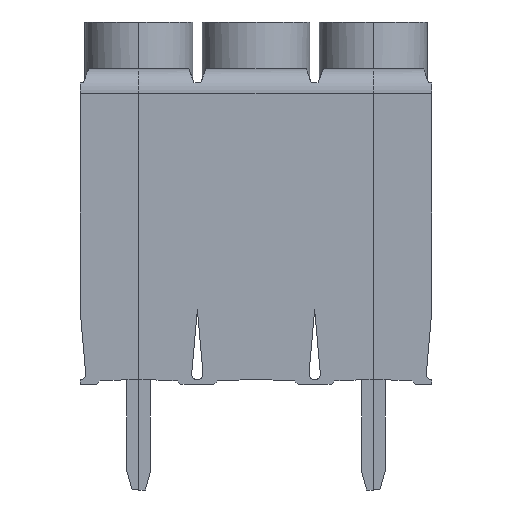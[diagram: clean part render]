
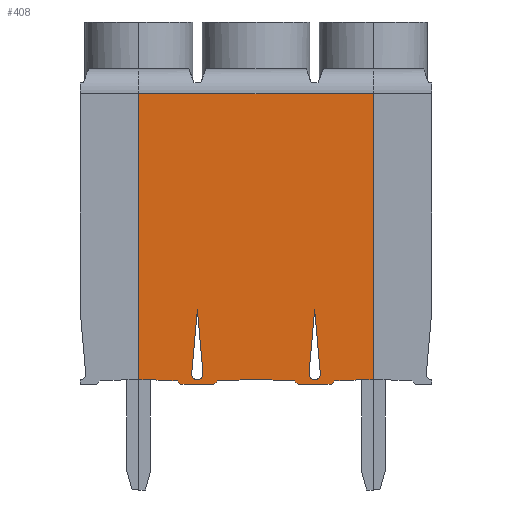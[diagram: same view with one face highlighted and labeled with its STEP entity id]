
A CAD part, front view. The second image highlights one B-rep face of the part: STEP entity #408.
In plain terms, the highlighted planar face has unit normal (0, -1, 0).
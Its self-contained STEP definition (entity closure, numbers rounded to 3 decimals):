
#408 = ADVANCED_FACE( '', ( #867, #868, #869 ), #870, .T. );
#867 = FACE_OUTER_BOUND( '', #1395, .T. );
#868 = FACE_BOUND( '', #1396, .T. );
#869 = FACE_BOUND( '', #1397, .T. );
#870 = PLANE( '', #1398 );
#1395 = EDGE_LOOP( '', ( #2428, #2429, #2430, #2431, #2432, #2433, #2434, #2435, #2436, #2437, #2438, #2439 ) );
#1396 = EDGE_LOOP( '', ( #2440, #2441, #2442 ) );
#1397 = EDGE_LOOP( '', ( #2443, #2444, #2445 ) );
#1398 = AXIS2_PLACEMENT_3D( '', #2446, #2447, #2448 );
#2428 = ORIENTED_EDGE( '', *, *, #3352, .T. );
#2429 = ORIENTED_EDGE( '', *, *, #3695, .T. );
#2430 = ORIENTED_EDGE( '', *, *, #3696, .T. );
#2431 = ORIENTED_EDGE( '', *, *, #3626, .F. );
#2432 = ORIENTED_EDGE( '', *, *, #3697, .F. );
#2433 = ORIENTED_EDGE( '', *, *, #3698, .T. );
#2434 = ORIENTED_EDGE( '', *, *, #3482, .T. );
#2435 = ORIENTED_EDGE( '', *, *, #3440, .F. );
#2436 = ORIENTED_EDGE( '', *, *, #3699, .F. );
#2437 = ORIENTED_EDGE( '', *, *, #3700, .T. );
#2438 = ORIENTED_EDGE( '', *, *, #3701, .T. );
#2439 = ORIENTED_EDGE( '', *, *, #3552, .F. );
#2440 = ORIENTED_EDGE( '', *, *, #3702, .F. );
#2441 = ORIENTED_EDGE( '', *, *, #3564, .T. );
#2442 = ORIENTED_EDGE( '', *, *, #3703, .T. );
#2443 = ORIENTED_EDGE( '', *, *, #3576, .F. );
#2444 = ORIENTED_EDGE( '', *, *, #3316, .T. );
#2445 = ORIENTED_EDGE( '', *, *, #3704, .T. );
#2446 = CARTESIAN_POINT( '', ( -1.654, -8.5, 12.07 ) );
#2447 = DIRECTION( '', ( 0., -1., 0. ) );
#2448 = DIRECTION( '', ( 0., 0., -1. ) );
#3316 = EDGE_CURVE( '', #3985, #3986, #3987, .T. );
#3352 = EDGE_CURVE( '', #4053, #4051, #4054, .T. );
#3440 = EDGE_CURVE( '', #4205, #4206, #4207, .T. );
#3482 = EDGE_CURVE( '', #4277, #4206, #4278, .T. );
#3552 = EDGE_CURVE( '', #4053, #4386, #4387, .T. );
#3564 = EDGE_CURVE( '', #4405, #4406, #4407, .T. );
#3576 = EDGE_CURVE( '', #3985, #4423, #4424, .T. );
#3626 = EDGE_CURVE( '', #4501, #4502, #4503, .T. );
#3695 = EDGE_CURVE( '', #4051, #4602, #4603, .T. );
#3696 = EDGE_CURVE( '', #4602, #4502, #4604, .T. );
#3697 = EDGE_CURVE( '', #4605, #4501, #4606, .T. );
#3698 = EDGE_CURVE( '', #4605, #4277, #4607, .T. );
#3699 = EDGE_CURVE( '', #4608, #4205, #4609, .T. );
#3700 = EDGE_CURVE( '', #4608, #4610, #4611, .T. );
#3701 = EDGE_CURVE( '', #4610, #4386, #4612, .T. );
#3702 = EDGE_CURVE( '', #4405, #4613, #4614, .T. );
#3703 = EDGE_CURVE( '', #4406, #4613, #4615, .T. );
#3704 = EDGE_CURVE( '', #3986, #4423, #4616, .T. );
#3985 = VERTEX_POINT( '', #4956 );
#3986 = VERTEX_POINT( '', #4957 );
#3987 = CIRCLE( '', #4958, 0.241 );
#4051 = VERTEX_POINT( '', #5048 );
#4053 = VERTEX_POINT( '', #5051 );
#4054 = LINE( '', #5052, #5053 );
#4205 = VERTEX_POINT( '', #5261 );
#4206 = VERTEX_POINT( '', #5262 );
#4207 = LINE( '', #5263, #5264 );
#4277 = VERTEX_POINT( '', #5367 );
#4278 = LINE( '', #5368, #5369 );
#4386 = VERTEX_POINT( '', #5520 );
#4387 = LINE( '', #5521, #5522 );
#4405 = VERTEX_POINT( '', #5548 );
#4406 = VERTEX_POINT( '', #5549 );
#4407 = CIRCLE( '', #5550, 0.241 );
#4423 = VERTEX_POINT( '', #5574 );
#4424 = LINE( '', #5575, #5576 );
#4501 = VERTEX_POINT( '', #5687 );
#4502 = VERTEX_POINT( '', #5688 );
#4503 = LINE( '', #5689, #5690 );
#4602 = VERTEX_POINT( '', #5831 );
#4603 = CIRCLE( '', #5832, 28.8 );
#4604 = LINE( '', #5833, #5834 );
#4605 = VERTEX_POINT( '', #5835 );
#4606 = LINE( '', #5836, #5837 );
#4607 = CIRCLE( '', #5838, 28.8 );
#4608 = VERTEX_POINT( '', #5839 );
#4609 = LINE( '', #5840, #5841 );
#4610 = VERTEX_POINT( '', #5842 );
#4611 = CIRCLE( '', #5843, 28.8 );
#4612 = LINE( '', #5844, #5845 );
#4613 = VERTEX_POINT( '', #5846 );
#4614 = LINE( '', #5847, #5848 );
#4615 = LINE( '', #5849, #5850 );
#4616 = LINE( '', #5851, #5852 );
#4956 = CARTESIAN_POINT( '', ( -2.26, -8.5, 0.461 ) );
#4957 = CARTESIAN_POINT( '', ( -2.74, -8.5, 0.461 ) );
#4958 = AXIS2_PLACEMENT_3D( '', #6206, #6207, #6208 );
#5048 = CARTESIAN_POINT( '', ( -10., -8.5, 0.2 ) );
#5051 = CARTESIAN_POINT( '', ( -10., -8.5, 12.4 ) );
#5052 = CARTESIAN_POINT( '', ( -10., -8.5, 12.07 ) );
#5053 = VECTOR( '', #6245, 1000. );
#5261 = CARTESIAN_POINT( '', ( -1.8, -8.5, 0. ) );
#5262 = CARTESIAN_POINT( '', ( -3.2, -8.5, 0. ) );
#5263 = CARTESIAN_POINT( '', ( -2.5, -8.5, 0. ) );
#5264 = VECTOR( '', #6345, 1000. );
#5367 = CARTESIAN_POINT( '', ( -3.353, -8.5, 0.153 ) );
#5368 = CARTESIAN_POINT( '', ( -3.4, -8.5, 0.2 ) );
#5369 = VECTOR( '', #6388, 1000. );
#5520 = CARTESIAN_POINT( '', ( 0., -8.5, 12.4 ) );
#5521 = CARTESIAN_POINT( '', ( 2.5, -8.5, 12.4 ) );
#5522 = VECTOR( '', #6474, 1000. );
#5548 = CARTESIAN_POINT( '', ( -7.26, -8.5, 0.461 ) );
#5549 = CARTESIAN_POINT( '', ( -7.74, -8.5, 0.461 ) );
#5550 = AXIS2_PLACEMENT_3D( '', #6483, #6484, #6485 );
#5574 = CARTESIAN_POINT( '', ( -2.5, -8.5, 3.2 ) );
#5575 = CARTESIAN_POINT( '', ( -2.5, -8.5, 3.2 ) );
#5576 = VECTOR( '', #6494, 1000. );
#5687 = CARTESIAN_POINT( '', ( -6.8, -8.5, 0. ) );
#5688 = CARTESIAN_POINT( '', ( -8.2, -8.5, 0. ) );
#5689 = CARTESIAN_POINT( '', ( -7.5, -8.5, 0. ) );
#5690 = VECTOR( '', #6547, 1000. );
#5831 = CARTESIAN_POINT( '', ( -8.353, -8.5, 0.153 ) );
#5832 = AXIS2_PLACEMENT_3D( '', #6620, #6621, #6622 );
#5833 = CARTESIAN_POINT( '', ( -8.4, -8.5, 0.2 ) );
#5834 = VECTOR( '', #6623, 1000. );
#5835 = CARTESIAN_POINT( '', ( -6.647, -8.5, 0.153 ) );
#5836 = CARTESIAN_POINT( '', ( -6.6, -8.5, 0.2 ) );
#5837 = VECTOR( '', #6624, 1000. );
#5838 = AXIS2_PLACEMENT_3D( '', #6625, #6626, #6627 );
#5839 = CARTESIAN_POINT( '', ( -1.647, -8.5, 0.153 ) );
#5840 = CARTESIAN_POINT( '', ( -1.6, -8.5, 0.2 ) );
#5841 = VECTOR( '', #6628, 1000. );
#5842 = CARTESIAN_POINT( '', ( 0., -8.5, 0.2 ) );
#5843 = AXIS2_PLACEMENT_3D( '', #6629, #6630, #6631 );
#5844 = CARTESIAN_POINT( '', ( 0., -8.5, 12.07 ) );
#5845 = VECTOR( '', #6632, 1000. );
#5846 = CARTESIAN_POINT( '', ( -7.5, -8.5, 3.2 ) );
#5847 = CARTESIAN_POINT( '', ( -7.5, -8.5, 3.2 ) );
#5848 = VECTOR( '', #6633, 1000. );
#5849 = CARTESIAN_POINT( '', ( -7.5, -8.5, 3.2 ) );
#5850 = VECTOR( '', #6634, 1000. );
#5851 = CARTESIAN_POINT( '', ( -2.5, -8.5, 3.2 ) );
#5852 = VECTOR( '', #6635, 1000. );
#6206 = CARTESIAN_POINT( '', ( -2.5, -8.5, 0.441 ) );
#6207 = DIRECTION( '', ( 0., 1., 0. ) );
#6208 = DIRECTION( '', ( -1., 0., 0. ) );
#6245 = DIRECTION( '', ( 0., 0., -1. ) );
#6345 = DIRECTION( '', ( -1., 0., 0. ) );
#6388 = DIRECTION( '', ( 0.707, 0., -0.707 ) );
#6474 = DIRECTION( '', ( 1., 0., 0. ) );
#6483 = CARTESIAN_POINT( '', ( -7.5, -8.5, 0.441 ) );
#6484 = DIRECTION( '', ( 0., 1., 0. ) );
#6485 = DIRECTION( '', ( -1., 0., 0. ) );
#6494 = DIRECTION( '', ( -0.087, 0., 0.996 ) );
#6547 = DIRECTION( '', ( -1., 0., 0. ) );
#6620 = CARTESIAN_POINT( '', ( -10., -8.5, -28.6 ) );
#6621 = DIRECTION( '', ( 0., 1., 0. ) );
#6622 = DIRECTION( '', ( -1., 0., 0. ) );
#6623 = DIRECTION( '', ( 0.707, 0., -0.707 ) );
#6624 = DIRECTION( '', ( -0.707, 0., -0.707 ) );
#6625 = CARTESIAN_POINT( '', ( -5., -8.5, -28.6 ) );
#6626 = DIRECTION( '', ( 0., 1., 0. ) );
#6627 = DIRECTION( '', ( -1., 0., 0. ) );
#6628 = DIRECTION( '', ( -0.707, 0., -0.707 ) );
#6629 = CARTESIAN_POINT( '', ( 0., -8.5, -28.6 ) );
#6630 = DIRECTION( '', ( 0., 1., 0. ) );
#6631 = DIRECTION( '', ( -1., 0., 0. ) );
#6632 = DIRECTION( '', ( 0., 0., 1. ) );
#6633 = DIRECTION( '', ( -0.087, 0., 0.996 ) );
#6634 = DIRECTION( '', ( 0.087, 0., 0.996 ) );
#6635 = DIRECTION( '', ( 0.087, 0., 0.996 ) );
